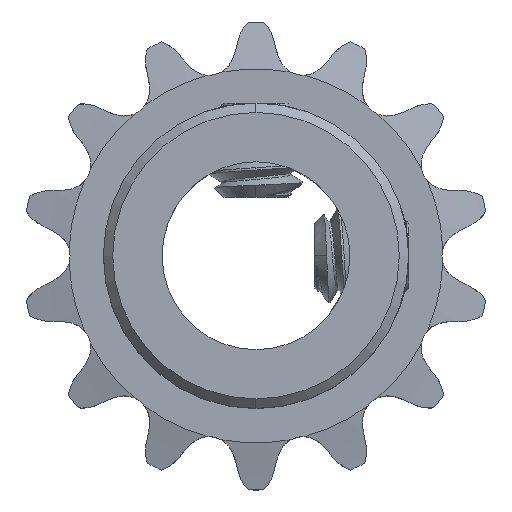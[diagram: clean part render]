
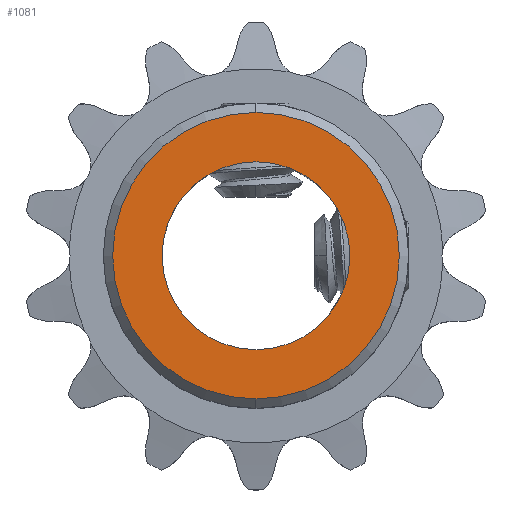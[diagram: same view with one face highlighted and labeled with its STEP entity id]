
A CAD part, top view. The second image highlights one B-rep face of the part: STEP entity #1081.
In plain terms, the highlighted planar face has unit normal (0, 0, 1).
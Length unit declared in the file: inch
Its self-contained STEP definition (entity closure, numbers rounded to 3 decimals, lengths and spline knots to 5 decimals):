
#636 = VERTEX_POINT ( 'NONE', #6453 ) ;
#1081 = ADVANCED_FACE ( 'NONE', ( #12366, #8395 ), #11790, .T. ) ;
#1208 = ORIENTED_EDGE ( 'NONE', *, *, #9451, .F. ) ;
#1939 = VERTEX_POINT ( 'NONE', #3124 ) ;
#2374 = AXIS2_PLACEMENT_3D ( 'NONE', #6061, #4962, #4917 ) ;
#2671 = CIRCLE ( 'NONE', #12794, 0.25 ) ;
#2765 = DIRECTION ( 'NONE',  ( 0., 0., 1. ) ) ;
#2922 = DIRECTION ( 'NONE',  ( 0., 0., 1. ) ) ;
#3124 = CARTESIAN_POINT ( 'NONE',  ( 0., 0.38125, 0.445 ) ) ;
#3230 = VERTEX_POINT ( 'NONE', #8451 ) ;
#3917 = CARTESIAN_POINT ( 'NONE',  ( 0., 0., 0.445 ) ) ;
#4039 = CARTESIAN_POINT ( 'NONE',  ( 0., 0., 0.445 ) ) ;
#4209 = CARTESIAN_POINT ( 'NONE',  ( 0., 0., 0.445 ) ) ;
#4917 = DIRECTION ( 'NONE',  ( 0., 1., 0. ) ) ;
#4962 = DIRECTION ( 'NONE',  ( 0., 0., -1. ) ) ;
#5506 = AXIS2_PLACEMENT_3D ( 'NONE', #3917, #13740, #8305 ) ;
#5539 = CIRCLE ( 'NONE', #5506, 0.38125 ) ;
#6061 = CARTESIAN_POINT ( 'NONE',  ( 0., 0., 0.445 ) ) ;
#6202 = EDGE_LOOP ( 'NONE', ( #1208, #12228 ) ) ;
#6453 = CARTESIAN_POINT ( 'NONE',  ( 0., -0.38125, 0.445 ) ) ;
#6534 = EDGE_CURVE ( 'NONE', #636, #1939, #9718, .T. ) ;
#7220 = EDGE_CURVE ( 'NONE', #3230, #13238, #8320, .T. ) ;
#7321 = ORIENTED_EDGE ( 'NONE', *, *, #6534, .F. ) ;
#7490 = AXIS2_PLACEMENT_3D ( 'NONE', #4209, #2922, #10637 ) ;
#8305 = DIRECTION ( 'NONE',  ( 0., 1., 0. ) ) ;
#8320 = CIRCLE ( 'NONE', #7490, 0.25 ) ;
#8395 = FACE_BOUND ( 'NONE', #6202, .T. ) ;
#8451 = CARTESIAN_POINT ( 'NONE',  ( 0.25, 0., 0.445 ) ) ;
#8685 = EDGE_LOOP ( 'NONE', ( #14231, #7321 ) ) ;
#8861 = AXIS2_PLACEMENT_3D ( 'NONE', #4039, #12773, #11599 ) ;
#9451 = EDGE_CURVE ( 'NONE', #13238, #3230, #2671, .T. ) ;
#9718 = CIRCLE ( 'NONE', #2374, 0.38125 ) ;
#10489 = DIRECTION ( 'NONE',  ( 1., 0., 0. ) ) ;
#10637 = DIRECTION ( 'NONE',  ( 1., 0., 0. ) ) ;
#11580 = CARTESIAN_POINT ( 'NONE',  ( 0., 0., 0.445 ) ) ;
#11599 = DIRECTION ( 'NONE',  ( 1., 0., 0. ) ) ;
#11790 = PLANE ( 'NONE',  #8861 ) ;
#11834 = CARTESIAN_POINT ( 'NONE',  ( -0.25, 0., 0.445 ) ) ;
#12228 = ORIENTED_EDGE ( 'NONE', *, *, #7220, .F. ) ;
#12366 = FACE_OUTER_BOUND ( 'NONE', #8685, .T. ) ;
#12424 = EDGE_CURVE ( 'NONE', #1939, #636, #5539, .T. ) ;
#12773 = DIRECTION ( 'NONE',  ( 0., 0., 1. ) ) ;
#12794 = AXIS2_PLACEMENT_3D ( 'NONE', #11580, #2765, #10489 ) ;
#13238 = VERTEX_POINT ( 'NONE', #11834 ) ;
#13740 = DIRECTION ( 'NONE',  ( 0., 0., -1. ) ) ;
#14231 = ORIENTED_EDGE ( 'NONE', *, *, #12424, .F. ) ;
